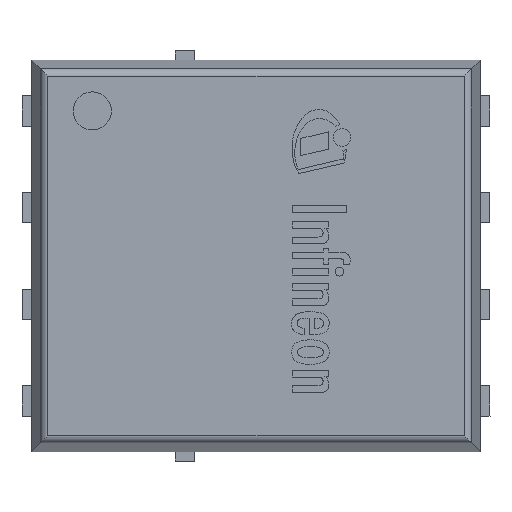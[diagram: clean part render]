
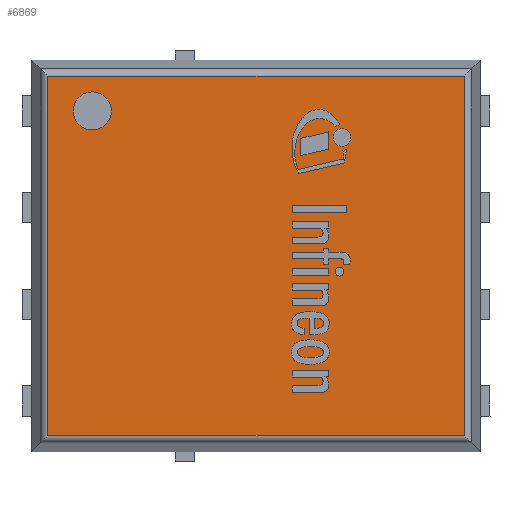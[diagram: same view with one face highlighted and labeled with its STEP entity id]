
A CAD part, top view. The second image highlights one B-rep face of the part: STEP entity #6869.
In plain terms, the highlighted planar face has unit normal (0, 0, 1).
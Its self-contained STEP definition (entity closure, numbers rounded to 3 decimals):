
#25=FACE_BOUND('',#922,.T.);
#166=PLANE('',#7521);
#529=FACE_OUTER_BOUND('',#921,.T.);
#921=EDGE_LOOP('',(#5601,#5602,#5603,#5604));
#922=EDGE_LOOP('',(#5605));
#1405=LINE('',#10930,#2124);
#1407=LINE('',#10938,#2126);
#1409=LINE('',#10944,#2128);
#1412=LINE('',#10950,#2131);
#2124=VECTOR('',#8936,1.);
#2126=VECTOR('',#8944,1.);
#2128=VECTOR('',#8950,1.);
#2131=VECTOR('',#8957,1.);
#2769=CIRCLE('',#7508,0.25);
#3179=VERTEX_POINT('',#10921);
#3181=VERTEX_POINT('',#10928);
#3182=VERTEX_POINT('',#10929);
#3185=VERTEX_POINT('',#10937);
#3187=VERTEX_POINT('',#10943);
#4028=EDGE_CURVE('',#3179,#3179,#2769,.T.);
#4031=EDGE_CURVE('',#3181,#3182,#1405,.T.);
#4035=EDGE_CURVE('',#3182,#3185,#1407,.T.);
#4038=EDGE_CURVE('',#3185,#3187,#1409,.T.);
#4042=EDGE_CURVE('',#3187,#3181,#1412,.T.);
#5601=ORIENTED_EDGE('',*,*,#4031,.F.);
#5602=ORIENTED_EDGE('',*,*,#4042,.F.);
#5603=ORIENTED_EDGE('',*,*,#4038,.F.);
#5604=ORIENTED_EDGE('',*,*,#4035,.F.);
#5605=ORIENTED_EDGE('',*,*,#4028,.T.);
#6869=ADVANCED_FACE('',(#529,#25),#166,.T.);
#7508=AXIS2_PLACEMENT_3D('',#10922,#8927,#8928);
#7521=AXIS2_PLACEMENT_3D('',#10961,#8967,#8968);
#8927=DIRECTION('center_axis',(0.,0.,-1.));
#8928=DIRECTION('ref_axis',(-1.,0.,0.));
#8936=DIRECTION('',(1.,0.,0.));
#8944=DIRECTION('',(0.,-1.,0.));
#8950=DIRECTION('',(-1.,0.,0.));
#8957=DIRECTION('',(0.,1.,0.));
#8967=DIRECTION('center_axis',(0.,0.,1.));
#8968=DIRECTION('ref_axis',(0.,-1.,0.));
#10921=CARTESIAN_POINT('',(-1.9,1.905,1.));
#10922=CARTESIAN_POINT('Origin',(-2.15,1.905,1.));
#10928=CARTESIAN_POINT('',(-2.734,2.359,1.));
#10929=CARTESIAN_POINT('',(2.734,2.359,1.));
#10930=CARTESIAN_POINT('',(1.475,2.359,1.));
#10937=CARTESIAN_POINT('',(2.734,-2.359,1.));
#10938=CARTESIAN_POINT('',(2.734,-1.288,1.));
#10943=CARTESIAN_POINT('',(-2.734,-2.359,1.));
#10944=CARTESIAN_POINT('',(-1.475,-2.359,1.));
#10950=CARTESIAN_POINT('',(-2.734,1.288,1.));
#10961=CARTESIAN_POINT('Origin',(0.,0.,
1.));
